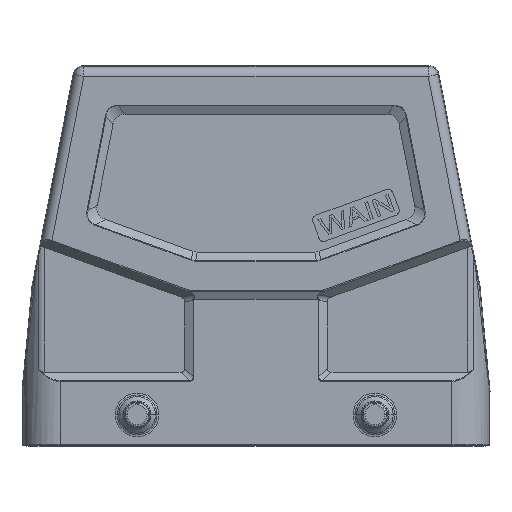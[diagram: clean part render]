
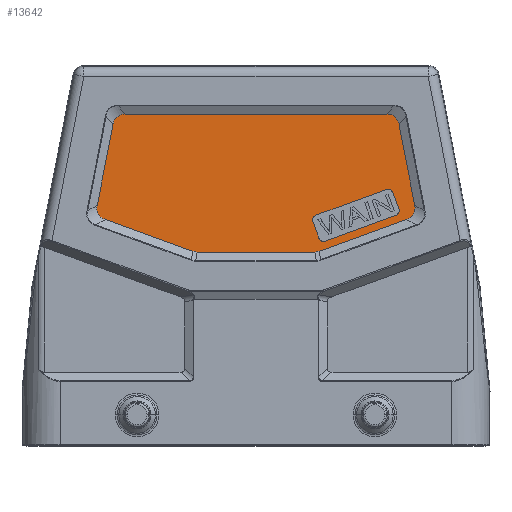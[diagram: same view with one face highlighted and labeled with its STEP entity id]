
A CAD part, top view. The second image highlights one B-rep face of the part: STEP entity #13642.
In plain terms, the highlighted planar face has unit normal (0, 0, 1).
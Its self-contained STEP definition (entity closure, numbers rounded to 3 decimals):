
#2698=DIRECTION('',(0.191,-0.982,0.));
#2699=VECTOR('',#2698,16.467);
#2700=CARTESIAN_POINT('',(28.57,32.245,21.5));
#2701=LINE('',#2700,#2699);
#2710=CARTESIAN_POINT('',(31.712,16.08,21.5));
#2711=CARTESIAN_POINT('',(31.848,15.381,21.5));
#2712=CARTESIAN_POINT('',(31.684,14.231,21.5));
#2713=CARTESIAN_POINT('',(30.782,13.497,21.5));
#2714=CARTESIAN_POINT('',(30.113,13.254,21.5));
#2720=DIRECTION('',(-0.94,-0.342,0.));
#2721=VECTOR('',#2720,18.628);
#2722=CARTESIAN_POINT('',(30.113,13.254,21.5));
#2723=LINE('',#2722,#2721);
#2732=CARTESIAN_POINT('',(12.609,6.883,21.5));
#2733=CARTESIAN_POINT('',(12.333,6.782,21.5));
#2734=CARTESIAN_POINT('',(12.048,6.732,21.5));
#2735=CARTESIAN_POINT('',(11.754,6.732,21.5));
#2746=DIRECTION('',(-1.,0.,0.));
#2747=VECTOR('',#2746,23.508);
#2748=CARTESIAN_POINT('',(11.754,6.732,21.5));
#2749=LINE('',#2748,#2747);
#2754=CARTESIAN_POINT('',(-11.754,6.732,21.5));
#2755=CARTESIAN_POINT('',(-12.048,6.732,21.5));
#2756=CARTESIAN_POINT('',(-12.333,6.782,21.5));
#2757=CARTESIAN_POINT('',(-12.609,6.883,21.5));
#2768=DIRECTION('',(-0.94,0.342,0.));
#2769=VECTOR('',#2768,18.628);
#2770=CARTESIAN_POINT('',(-12.609,6.883,21.5));
#2771=LINE('',#2770,#2769);
#2780=CARTESIAN_POINT('',(-30.113,13.254,21.5));
#2781=CARTESIAN_POINT('',(-30.782,13.497,21.5));
#2782=CARTESIAN_POINT('',(-31.684,14.231,21.5));
#2783=CARTESIAN_POINT('',(-31.848,15.381,21.5));
#2784=CARTESIAN_POINT('',(-31.712,16.08,21.5));
#2790=DIRECTION('',(0.191,0.982,0.));
#2791=VECTOR('',#2790,16.467);
#2792=CARTESIAN_POINT('',(-31.712,16.08,21.5));
#2793=LINE('',#2792,#2791);
#2802=CARTESIAN_POINT('',(-28.57,32.245,21.5));
#2803=CARTESIAN_POINT('',(-28.439,32.919,21.5));
#2804=CARTESIAN_POINT('',(-27.877,33.904,21.5));
#2805=CARTESIAN_POINT('',(-26.803,34.268,21.5));
#2806=CARTESIAN_POINT('',(-26.116,34.268,21.5));
#2812=DIRECTION('',(1.,0.,0.));
#2813=VECTOR('',#2812,52.232);
#2814=CARTESIAN_POINT('',(-26.116,34.268,21.5));
#2815=LINE('',#2814,#2813);
#2820=CARTESIAN_POINT('',(26.116,34.268,21.5));
#2821=CARTESIAN_POINT('',(26.803,34.268,21.5));
#2822=CARTESIAN_POINT('',(27.877,33.904,21.5));
#2823=CARTESIAN_POINT('',(28.439,32.919,21.5));
#2824=CARTESIAN_POINT('',(28.57,32.245,21.5));
#2826=DIRECTION('',(-0.342,0.94,0.));
#2827=VECTOR('',#2826,3.5);
#2828=CARTESIAN_POINT('',(12.562,9.526,21.5));
#2829=LINE('',#2828,#2827);
#2830=CARTESIAN_POINT('',(13.501,9.868,21.5));
#2831=DIRECTION('',(0.,0.,-1.));
#2832=DIRECTION('',(0.342,-0.94,0.));
#2833=AXIS2_PLACEMENT_3D('',#2830,#2831,#2832);
#2835=DIRECTION('',(-0.94,-0.342,0.));
#2836=VECTOR('',#2835,15.);
#2837=CARTESIAN_POINT('',(27.939,14.059,21.5));
#2838=LINE('',#2837,#2836);
#2839=CARTESIAN_POINT('',(27.597,14.998,21.5));
#2840=DIRECTION('',(0.,0.,-1.));
#2841=DIRECTION('',(1.,0.,0.));
#2842=AXIS2_PLACEMENT_3D('',#2839,#2840,#2841);
#2844=CARTESIAN_POINT('',(27.597,14.998,21.5));
#2845=DIRECTION('',(0.,0.,-1.));
#2846=DIRECTION('',(0.94,0.342,0.));
#2847=AXIS2_PLACEMENT_3D('',#2844,#2845,#2846);
#2849=DIRECTION('',(0.342,-0.94,0.));
#2850=VECTOR('',#2849,3.5);
#2851=CARTESIAN_POINT('',(27.339,18.629,21.5));
#2852=LINE('',#2851,#2850);
#2853=CARTESIAN_POINT('',(26.4,18.287,21.5));
#2854=DIRECTION('',(0.,0.,-1.));
#2855=DIRECTION('',(-0.342,0.94,0.));
#2856=AXIS2_PLACEMENT_3D('',#2853,#2854,#2855);
#2858=DIRECTION('',(0.94,0.342,0.));
#2859=VECTOR('',#2858,15.);
#2860=CARTESIAN_POINT('',(11.962,14.097,21.5));
#2861=LINE('',#2860,#2859);
#2862=CARTESIAN_POINT('',(12.304,13.157,21.5));
#2863=DIRECTION('',(0.,0.,-1.));
#2864=DIRECTION('',(-0.94,-0.342,0.));
#2865=AXIS2_PLACEMENT_3D('',#2862,#2863,#2864);
#8780=CARTESIAN_POINT('',(13.843,8.928,21.5));
#8781=CARTESIAN_POINT('',(12.562,9.526,21.5));
#8782=VERTEX_POINT('',#8780);
#8783=VERTEX_POINT('',#8781);
#8784=CARTESIAN_POINT('',(27.939,14.059,21.5));
#8785=VERTEX_POINT('',#8784);
#8786=CARTESIAN_POINT('',(28.536,15.34,21.5));
#8787=CARTESIAN_POINT('',(28.597,14.998,21.5));
#8788=VERTEX_POINT('',#8786);
#8789=VERTEX_POINT('',#8787);
#8790=CARTESIAN_POINT('',(27.339,18.629,21.5));
#8791=VERTEX_POINT('',#8790);
#8792=CARTESIAN_POINT('',(26.058,19.227,21.5));
#8793=VERTEX_POINT('',#8792);
#8794=CARTESIAN_POINT('',(11.962,14.097,21.5));
#8795=VERTEX_POINT('',#8794);
#8796=CARTESIAN_POINT('',(11.364,12.815,21.5));
#8797=VERTEX_POINT('',#8796);
#8891=CARTESIAN_POINT('',(28.57,32.245,21.5));
#8892=CARTESIAN_POINT('',(31.712,16.08,21.5));
#8893=VERTEX_POINT('',#8891);
#8894=VERTEX_POINT('',#8892);
#8895=VERTEX_POINT('',#2820);
#8896=CARTESIAN_POINT('',(-26.116,34.268,21.5));
#8897=VERTEX_POINT('',#8896);
#8898=VERTEX_POINT('',#2802);
#8899=CARTESIAN_POINT('',(-31.712,16.08,21.5));
#8900=VERTEX_POINT('',#8899);
#8901=VERTEX_POINT('',#2780);
#8902=CARTESIAN_POINT('',(-12.609,6.883,21.5));
#8903=VERTEX_POINT('',#8902);
#8904=VERTEX_POINT('',#2754);
#8905=CARTESIAN_POINT('',(11.754,6.732,21.5));
#8906=VERTEX_POINT('',#8905);
#8907=VERTEX_POINT('',#2732);
#8908=CARTESIAN_POINT('',(30.113,13.254,21.5));
#8909=VERTEX_POINT('',#8908);
#13603=CARTESIAN_POINT('',(-34.102,12.862,21.5));
#13604=DIRECTION('',(0.,0.,-1.));
#13605=DIRECTION('',(-1.,0.,0.));
#13606=AXIS2_PLACEMENT_3D('',#13603,#13604,#13605);
#13607=PLANE('',#13606);
#13608=ORIENTED_EDGE('',*,*,#13437,.T.);
#13609=ORIENTED_EDGE('',*,*,#13452,.T.);
#13610=ORIENTED_EDGE('',*,*,#13466,.T.);
#13611=ORIENTED_EDGE('',*,*,#13480,.T.);
#13612=ORIENTED_EDGE('',*,*,#13494,.T.);
#13613=ORIENTED_EDGE('',*,*,#13508,.T.);
#13614=ORIENTED_EDGE('',*,*,#13522,.T.);
#13615=ORIENTED_EDGE('',*,*,#13536,.T.);
#13616=ORIENTED_EDGE('',*,*,#13551,.T.);
#13617=ORIENTED_EDGE('',*,*,#13566,.T.);
#13618=ORIENTED_EDGE('',*,*,#13581,.T.);
#13619=ORIENTED_EDGE('',*,*,#13595,.T.);
#13620=EDGE_LOOP('',(#13608,#13609,#13610,#13611,#13612,#13613,#13614,#13615,
#13616,#13617,#13618,#13619));
#13621=FACE_OUTER_BOUND('',#13620,.F.);
#13623=ORIENTED_EDGE('',*,*,#13622,.F.);
#13625=ORIENTED_EDGE('',*,*,#13624,.F.);
#13627=ORIENTED_EDGE('',*,*,#13626,.F.);
#13629=ORIENTED_EDGE('',*,*,#13628,.F.);
#13631=ORIENTED_EDGE('',*,*,#13630,.F.);
#13633=ORIENTED_EDGE('',*,*,#13632,.F.);
#13635=ORIENTED_EDGE('',*,*,#13634,.F.);
#13637=ORIENTED_EDGE('',*,*,#13636,.F.);
#13639=ORIENTED_EDGE('',*,*,#13638,.F.);
#13640=EDGE_LOOP('',(#13623,#13625,#13627,#13629,#13631,#13633,#13635,#13637,
#13639));
#13641=FACE_BOUND('',#13640,.F.);
#2715=B_SPLINE_CURVE_WITH_KNOTS('',3,(#2710,#2711,#2712,#2713,#2714),
.UNSPECIFIED.,.F.,.F.,(4,1,4),(0.,0.5,1.),.UNSPECIFIED.);
#2736=B_SPLINE_CURVE_WITH_KNOTS('',3,(#2732,#2733,#2734,#2735),.UNSPECIFIED.,
.F.,.F.,(4,4),(0.,1.),.UNSPECIFIED.);
#2758=B_SPLINE_CURVE_WITH_KNOTS('',3,(#2754,#2755,#2756,#2757),.UNSPECIFIED.,
.F.,.F.,(4,4),(0.,1.),.UNSPECIFIED.);
#2785=B_SPLINE_CURVE_WITH_KNOTS('',3,(#2780,#2781,#2782,#2783,#2784),
.UNSPECIFIED.,.F.,.F.,(4,1,4),(0.,0.5,1.),.UNSPECIFIED.);
#2807=B_SPLINE_CURVE_WITH_KNOTS('',3,(#2802,#2803,#2804,#2805,#2806),
.UNSPECIFIED.,.F.,.F.,(4,1,4),(0.,0.5,1.),.UNSPECIFIED.);
#2825=B_SPLINE_CURVE_WITH_KNOTS('',3,(#2820,#2821,#2822,#2823,#2824),
.UNSPECIFIED.,.F.,.F.,(4,1,4),(0.,0.5,1.),.UNSPECIFIED.);
#2834=CIRCLE('',#2833,1.);
#2843=CIRCLE('',#2842,1.);
#2848=CIRCLE('',#2847,1.);
#2857=CIRCLE('',#2856,1.);
#2866=CIRCLE('',#2865,1.);
#13437=EDGE_CURVE('',#8893,#8894,#2701,.T.);
#13452=EDGE_CURVE('',#8894,#8909,#2715,.T.);
#13466=EDGE_CURVE('',#8909,#8907,#2723,.T.);
#13480=EDGE_CURVE('',#8907,#8906,#2736,.T.);
#13494=EDGE_CURVE('',#8906,#8904,#2749,.T.);
#13508=EDGE_CURVE('',#8904,#8903,#2758,.T.);
#13522=EDGE_CURVE('',#8903,#8901,#2771,.T.);
#13536=EDGE_CURVE('',#8901,#8900,#2785,.T.);
#13551=EDGE_CURVE('',#8900,#8898,#2793,.T.);
#13566=EDGE_CURVE('',#8898,#8897,#2807,.T.);
#13581=EDGE_CURVE('',#8897,#8895,#2815,.T.);
#13595=EDGE_CURVE('',#8895,#8893,#2825,.T.);
#13622=EDGE_CURVE('',#8783,#8797,#2829,.T.);
#13624=EDGE_CURVE('',#8782,#8783,#2834,.T.);
#13626=EDGE_CURVE('',#8785,#8782,#2838,.T.);
#13628=EDGE_CURVE('',#8789,#8785,#2843,.T.);
#13630=EDGE_CURVE('',#8788,#8789,#2848,.T.);
#13632=EDGE_CURVE('',#8791,#8788,#2852,.T.);
#13634=EDGE_CURVE('',#8793,#8791,#2857,.T.);
#13636=EDGE_CURVE('',#8795,#8793,#2861,.T.);
#13638=EDGE_CURVE('',#8797,#8795,#2866,.T.);
#13642=ADVANCED_FACE('',(#13621,#13641),#13607,.F.);
